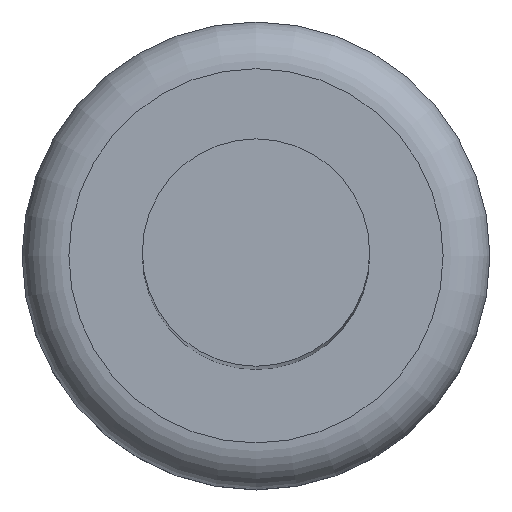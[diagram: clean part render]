
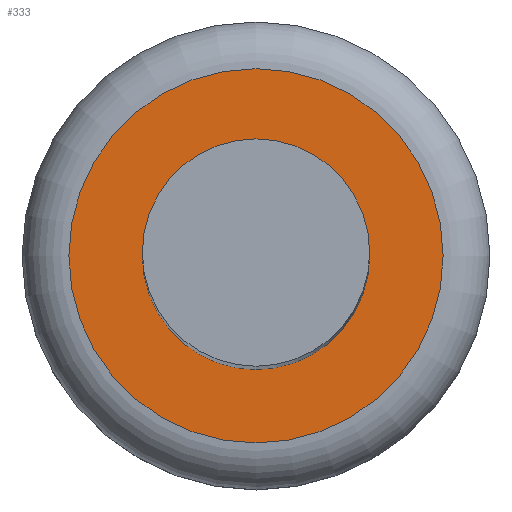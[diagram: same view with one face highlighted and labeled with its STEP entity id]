
A CAD part, top view. The second image highlights one B-rep face of the part: STEP entity #333.
In plain terms, the highlighted planar face has unit normal (0, 0, 1).
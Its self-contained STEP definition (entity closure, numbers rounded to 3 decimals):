
#15=FACE_BOUND('',#134,.T.);
#17=PLANE('',#371);
#113=FACE_OUTER_BOUND('',#133,.T.);
#133=EDGE_LOOP('',(#245));
#134=EDGE_LOOP('',(#246));
#153=CIRCLE('',#366,2.);
#157=CIRCLE('',#372,1.215);
#161=VERTEX_POINT('',#491);
#164=VERTEX_POINT('',#501);
#191=EDGE_CURVE('',#161,#161,#153,.T.);
#196=EDGE_CURVE('',#164,#164,#157,.F.);
#245=ORIENTED_EDGE('',*,*,#191,.F.);
#246=ORIENTED_EDGE('',*,*,#196,.F.);
#333=ADVANCED_FACE('',(#113,#15),#17,.T.);
#366=AXIS2_PLACEMENT_3D('',#492,#397,#398);
#371=AXIS2_PLACEMENT_3D('',#500,#408,#409);
#372=AXIS2_PLACEMENT_3D('',#502,#410,#411);
#397=DIRECTION('center_axis',(0.,0.,-1.));
#398=DIRECTION('ref_axis',(-1.,0.,0.));
#408=DIRECTION('center_axis',(0.,0.,1.));
#409=DIRECTION('ref_axis',(1.,0.,0.));
#410=DIRECTION('center_axis',(0.,0.,-1.));
#411=DIRECTION('ref_axis',(1.,0.,0.));
#491=CARTESIAN_POINT('',(-2.,0.,2.));
#492=CARTESIAN_POINT('Origin',(0.,0.,2.));
#500=CARTESIAN_POINT('Origin',(1.2,0.,2.));
#501=CARTESIAN_POINT('',(-1.215,0.,2.));
#502=CARTESIAN_POINT('Origin',(0.,0.,2.));
